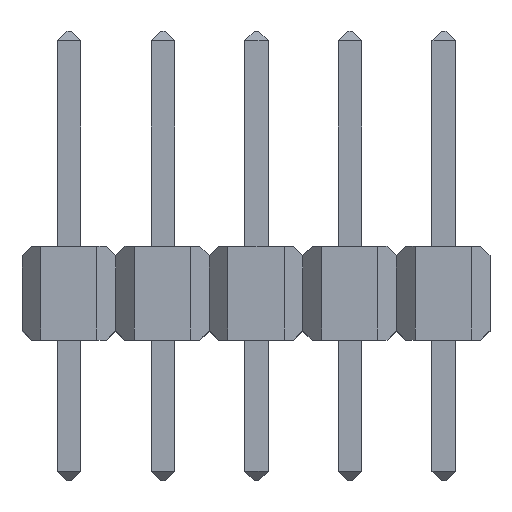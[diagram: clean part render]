
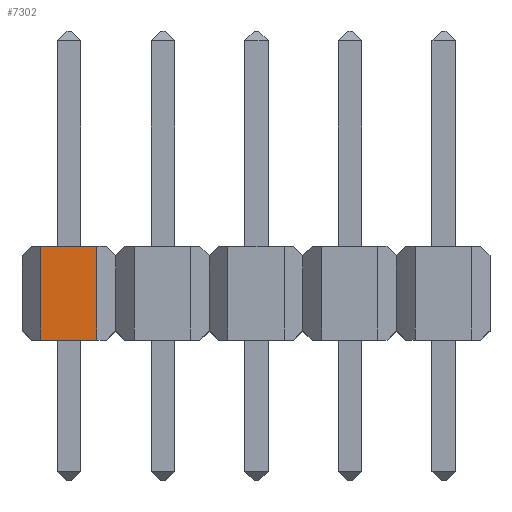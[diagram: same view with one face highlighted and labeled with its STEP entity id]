
A CAD part, top view. The second image highlights one B-rep face of the part: STEP entity #7302.
In plain terms, the highlighted planar face has unit normal (0, 0, 1).
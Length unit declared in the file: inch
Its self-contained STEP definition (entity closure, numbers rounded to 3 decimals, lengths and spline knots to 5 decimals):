
#1010 = DIRECTION ( 'NONE',  ( 0., -1., 0. ) ) ;
#1011 = VECTOR ( 'NONE', #1010, 39.37008 ) ;
#1012 = CARTESIAN_POINT ( 'NONE',  ( -0.03, 0.1, 0.05 ) ) ;
#1013 = LINE ( 'NONE', #1012, #1011 ) ;
#1015 = CARTESIAN_POINT ( 'NONE',  ( -0.03, 0.1, 0.05 ) ) ;
#1016 = DIRECTION ( 'NONE',  ( 1., 0., 0. ) ) ;
#1017 = VECTOR ( 'NONE', #1016, 39.37008 ) ;
#1018 = CARTESIAN_POINT ( 'NONE',  ( -0.05, 0.1, 0.05 ) ) ;
#1019 = LINE ( 'NONE', #1018, #1017 ) ;
#1020 = CARTESIAN_POINT ( 'NONE',  ( 0.03, 0.1, 0.05 ) ) ;
#1021 = DIRECTION ( 'NONE',  ( 0., 1., 0. ) ) ;
#1022 = VECTOR ( 'NONE', #1021, 39.37008 ) ;
#1023 = CARTESIAN_POINT ( 'NONE',  ( 0.03, 0.1, 0.05 ) ) ;
#1024 = LINE ( 'NONE', #1023, #1022 ) ;
#1025 = CARTESIAN_POINT ( 'NONE',  ( 0.03, 0., 0.05 ) ) ;
#1026 = DIRECTION ( 'NONE',  ( 1., 0., 0. ) ) ;
#1027 = VECTOR ( 'NONE', #1026, 39.37008 ) ;
#1028 = CARTESIAN_POINT ( 'NONE',  ( -0.05, 0., 0.05 ) ) ;
#1029 = LINE ( 'NONE', #1028, #1027 ) ;
#1154 = AXIS2_PLACEMENT_3D ( 'NONE', #1212, #1211, #1210 ) ;
#1156 = PLANE ( 'NONE',  #1154 ) ;
#1174 = FACE_OUTER_BOUND ( 'NONE', #7303, .T. ) ;
#1209 = CARTESIAN_POINT ( 'NONE',  ( -0.03, 0., 0.05 ) ) ;
#1210 = DIRECTION ( 'NONE',  ( -1., 0., 0. ) ) ;
#1211 = DIRECTION ( 'NONE',  ( 0., 0., -1. ) ) ;
#1212 = CARTESIAN_POINT ( 'NONE',  ( -0.05, 0.1, 0.05 ) ) ;
#7251 = ORIENTED_EDGE ( 'NONE', *, *, #7252, .T. ) ;
#7252 = EDGE_CURVE ( 'NONE', #7304, #7253, #1029, .T. ) ;
#7253 = VERTEX_POINT ( 'NONE', #1025 ) ;
#7254 = ORIENTED_EDGE ( 'NONE', *, *, #7255, .T. ) ;
#7255 = EDGE_CURVE ( 'NONE', #7253, #7256, #1024, .T. ) ;
#7256 = VERTEX_POINT ( 'NONE', #1020 ) ;
#7257 = ORIENTED_EDGE ( 'NONE', *, *, #7258, .F. ) ;
#7258 = EDGE_CURVE ( 'NONE', #7259, #7256, #1019, .T. ) ;
#7259 = VERTEX_POINT ( 'NONE', #1015 ) ;
#7260 = ORIENTED_EDGE ( 'NONE', *, *, #7261, .T. ) ;
#7261 = EDGE_CURVE ( 'NONE', #7259, #7304, #1013, .T. ) ;
#7302 = ADVANCED_FACE ( 'NONE', ( #1174 ), #1156, .F. ) ;
#7303 = EDGE_LOOP ( 'NONE', ( #7251, #7254, #7257, #7260 ) ) ;
#7304 = VERTEX_POINT ( 'NONE', #1209 ) ;
